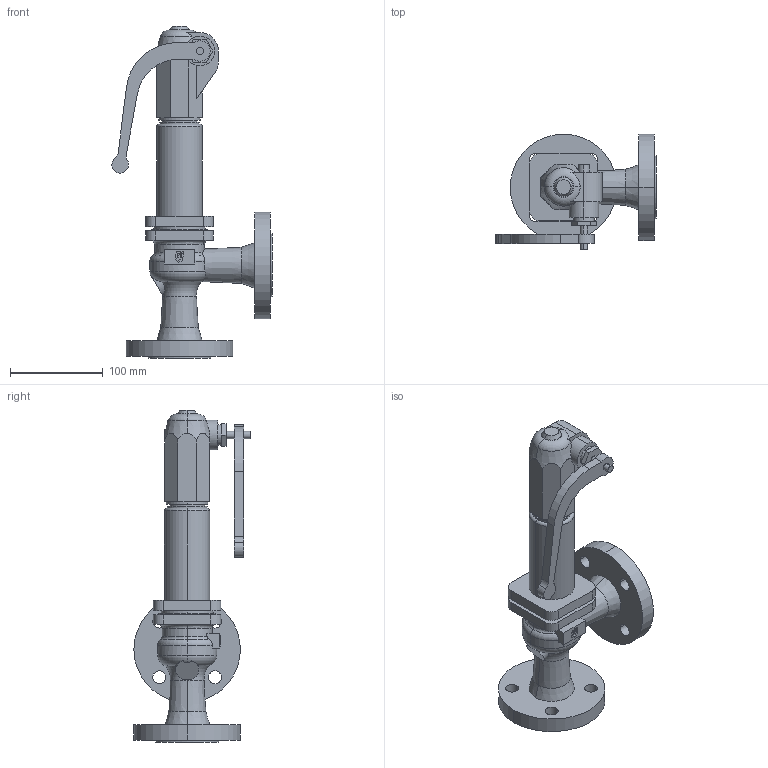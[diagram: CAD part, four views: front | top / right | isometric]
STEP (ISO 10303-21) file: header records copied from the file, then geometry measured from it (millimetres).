
FILE_DESCRIPTION(('HOOPS Exchange Step'),'2;1');
FILE_NAME('SF0100_DN25.stp','2025-12-17T16:44:39+01:00',('nieru'),('Unknown organisation'),'HOOPS Exchange 2024.2','HOOPS Exchange','Unknown authorisation');
FILE_SCHEMA( ('AP203_CONFIGURATION_CONTROLLED_3D_DESIGN_OF_MECHANICAL_PARTS_AND_ASSEMBLIES_MIM_LF') );
Length unit declared in the file: millimetre
Products named in the file (2): 0; root
Assembly tree (1 placements, depth 2):
  root
    0
Bounding box: 173.03 x 125.5 x 358.5 mm (x, y, z)
Volume: 1186645.3 mm3; surface area: 145760.4 mm2
Topology: 1 solids, 1 shells, 192 faces, 487 edges, 320 vertices
Faces by surface type: plane 90, cylinder 72, torus 16, cone 12, bspline 2
Entity records: 8277 total; most frequent: CARTESIAN_POINT 3524, DIRECTION 988, ORIENTED_EDGE 974, EDGE_CURVE 487, AXIS2_PLACEMENT_3D 369, VERTEX_POINT 320, VECTOR 250, LINE 250
